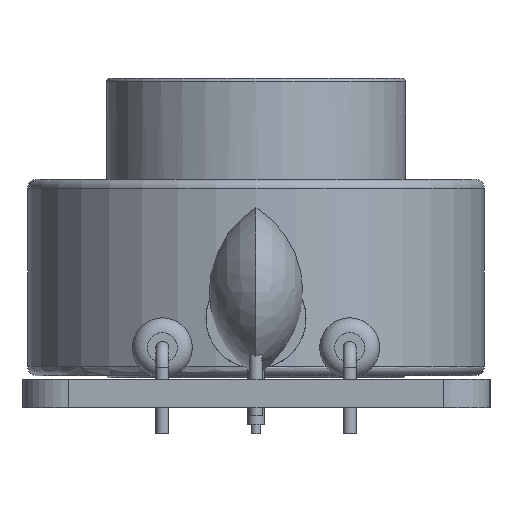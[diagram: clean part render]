
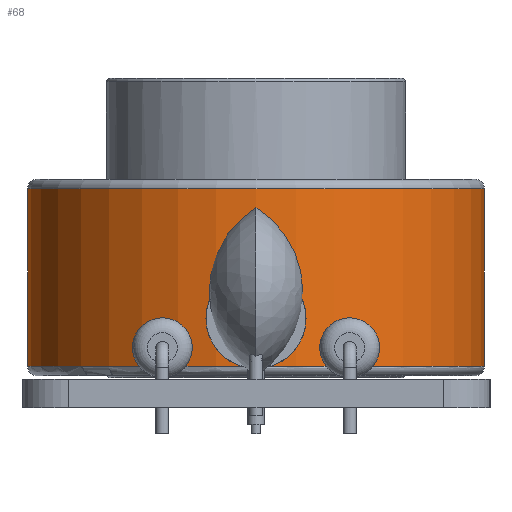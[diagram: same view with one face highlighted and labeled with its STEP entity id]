
A CAD part, left-side view. The second image highlights one B-rep face of the part: STEP entity #68.
In plain terms, the highlighted cylindrical face has radius 12.2 mm (diameter 24.4 mm), a full revolution.
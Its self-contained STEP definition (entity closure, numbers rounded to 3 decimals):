
#68 = ADVANCED_FACE('',(#69),#96,.T.);
#69 = FACE_BOUND('',#70,.T.);
#70 = EDGE_LOOP('',(#71,#80,#88,#95));
#71 = ORIENTED_EDGE('',*,*,#72,.T.);
#72 = EDGE_CURVE('',#73,#73,#75,.T.);
#73 = VERTEX_POINT('',#74);
#74 = CARTESIAN_POINT('',(23.65,0.,0.6));
#75 = CIRCLE('',#76,12.2);
#76 = AXIS2_PLACEMENT_3D('',#77,#78,#79);
#77 = CARTESIAN_POINT('',(11.45,0.,0.6));
#78 = DIRECTION('',(0.,0.,1.));
#79 = DIRECTION('',(1.,0.,-0.));
#80 = ORIENTED_EDGE('',*,*,#81,.T.);
#81 = EDGE_CURVE('',#73,#82,#84,.T.);
#82 = VERTEX_POINT('',#83);
#83 = CARTESIAN_POINT('',(23.65,0.,10.1));
#84 = LINE('',#85,#86);
#85 = CARTESIAN_POINT('',(23.65,0.,0.1));
#86 = VECTOR('',#87,1.);
#87 = DIRECTION('',(0.,0.,1.));
#88 = ORIENTED_EDGE('',*,*,#89,.F.);
#89 = EDGE_CURVE('',#82,#82,#90,.T.);
#90 = CIRCLE('',#91,12.2);
#91 = AXIS2_PLACEMENT_3D('',#92,#93,#94);
#92 = CARTESIAN_POINT('',(11.45,0.,10.1));
#93 = DIRECTION('',(0.,0.,1.));
#94 = DIRECTION('',(1.,0.,-0.));
#95 = ORIENTED_EDGE('',*,*,#81,.F.);
#96 = CYLINDRICAL_SURFACE('',#97,12.2);
#97 = AXIS2_PLACEMENT_3D('',#98,#99,#100);
#98 = CARTESIAN_POINT('',(11.45,0.,0.1));
#99 = DIRECTION('',(-0.,-0.,-1.));
#100 = DIRECTION('',(1.,0.,0.));
